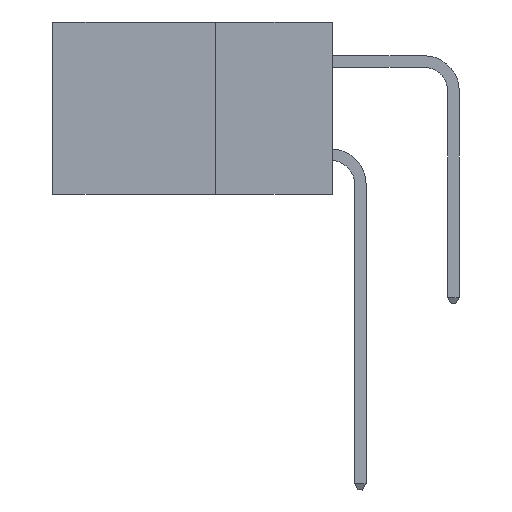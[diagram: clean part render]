
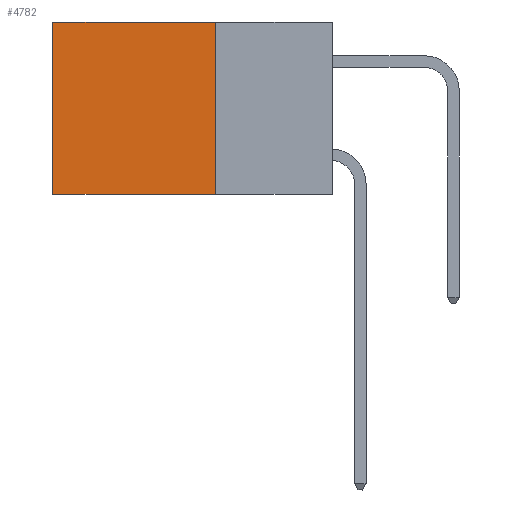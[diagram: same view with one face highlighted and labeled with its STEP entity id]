
A CAD part, left-side view. The second image highlights one B-rep face of the part: STEP entity #4782.
In plain terms, the highlighted planar face has unit normal (-1, 0, 0).
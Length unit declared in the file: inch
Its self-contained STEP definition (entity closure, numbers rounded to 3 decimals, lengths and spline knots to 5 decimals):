
#108 = ORIENTED_EDGE ( 'NONE', *, *, #4481, .F. ) ;
#236 = VERTEX_POINT ( 'NONE', #13999 ) ;
#379 = DIRECTION ( 'NONE',  ( 0., 1., 0. ) ) ;
#1303 = AXIS2_PLACEMENT_3D ( 'NONE', #8052, #4703, #6677 ) ;
#1443 = DIRECTION ( 'NONE',  ( 0., 0., -1. ) ) ;
#2448 = VECTOR ( 'NONE', #4188, 39.37008 ) ;
#2561 = CARTESIAN_POINT ( 'NONE',  ( 0.2615, 0.25, -0.37 ) ) ;
#2998 = CARTESIAN_POINT ( 'NONE',  ( 0.2615, 0.6, -0.37 ) ) ;
#3236 = VECTOR ( 'NONE', #1443, 39.37008 ) ;
#3292 = VECTOR ( 'NONE', #6486, 39.37008 ) ;
#3480 = VERTEX_POINT ( 'NONE', #12594 ) ;
#4188 = DIRECTION ( 'NONE',  ( 0., 0., -1. ) ) ;
#4202 = ORIENTED_EDGE ( 'NONE', *, *, #6520, .T. ) ;
#4481 = EDGE_CURVE ( 'NONE', #7715, #14154, #13896, .T. ) ;
#4631 = CARTESIAN_POINT ( 'NONE',  ( 0.2615, 0.6, -0.37 ) ) ;
#4703 = DIRECTION ( 'NONE',  ( 1., 0., 0. ) ) ;
#4782 = ADVANCED_FACE ( 'NONE', ( #7838 ), #12478, .F. ) ;
#5176 = LINE ( 'NONE', #14135, #3292 ) ;
#6370 = LINE ( 'NONE', #2998, #2448 ) ;
#6486 = DIRECTION ( 'NONE',  ( 0., 1., 0. ) ) ;
#6520 = EDGE_CURVE ( 'NONE', #236, #14154, #6370, .T. ) ;
#6674 = VECTOR ( 'NONE', #379, 39.37008 ) ;
#6677 = DIRECTION ( 'NONE',  ( 0., 0., -1. ) ) ;
#6842 = EDGE_CURVE ( 'NONE', #3480, #7715, #11444, .T. ) ;
#7436 = EDGE_CURVE ( 'NONE', #3480, #236, #5176, .T. ) ;
#7682 = ORIENTED_EDGE ( 'NONE', *, *, #7436, .T. ) ;
#7715 = VERTEX_POINT ( 'NONE', #8561 ) ;
#7838 = FACE_OUTER_BOUND ( 'NONE', #12388, .T. ) ;
#8052 = CARTESIAN_POINT ( 'NONE',  ( 0.2615, 0.25, -0.37 ) ) ;
#8561 = CARTESIAN_POINT ( 'NONE',  ( 0.2615, 0.25, -0.37 ) ) ;
#11444 = LINE ( 'NONE', #13715, #3236 ) ;
#12364 = ORIENTED_EDGE ( 'NONE', *, *, #6842, .F. ) ;
#12388 = EDGE_LOOP ( 'NONE', ( #4202, #108, #12364, #7682 ) ) ;
#12478 = PLANE ( 'NONE',  #1303 ) ;
#12594 = CARTESIAN_POINT ( 'NONE',  ( 0.2615, 0.25, 0. ) ) ;
#13715 = CARTESIAN_POINT ( 'NONE',  ( 0.2615, 0.25, -0.37 ) ) ;
#13896 = LINE ( 'NONE', #2561, #6674 ) ;
#13999 = CARTESIAN_POINT ( 'NONE',  ( 0.2615, 0.6, 0. ) ) ;
#14135 = CARTESIAN_POINT ( 'NONE',  ( 0.2615, 0.25, 0. ) ) ;
#14154 = VERTEX_POINT ( 'NONE', #4631 ) ;
